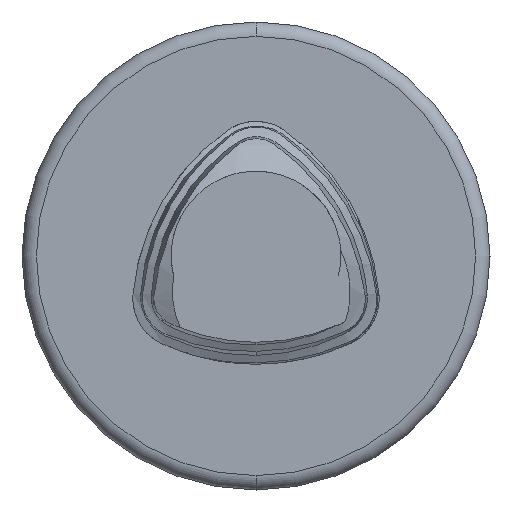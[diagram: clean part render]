
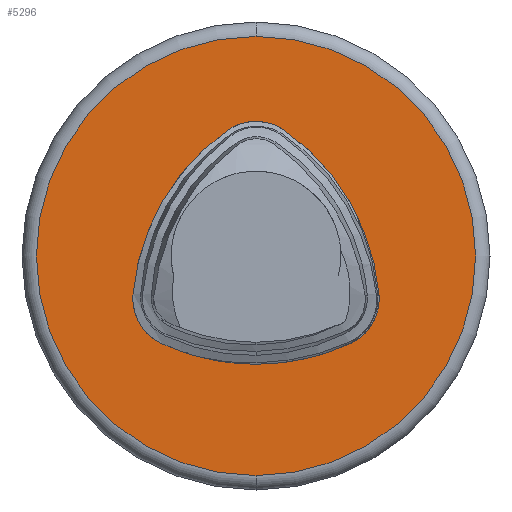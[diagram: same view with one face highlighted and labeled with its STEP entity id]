
A CAD part, front view. The second image highlights one B-rep face of the part: STEP entity #5296.
In plain terms, the highlighted planar face has unit normal (0, -1, 0).
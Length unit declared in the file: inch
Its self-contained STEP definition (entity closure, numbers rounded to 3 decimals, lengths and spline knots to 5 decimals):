
#6 = EDGE_CURVE ( 'NONE', #2619, #3370, #2516, .T. ) ;
#29 = CARTESIAN_POINT ( 'NONE',  ( 0.02815, 0.1875, 0.00697 ) ) ;
#60 = DIRECTION ( 'NONE',  ( 0., 0., -1. ) ) ;
#73 = CARTESIAN_POINT ( 'NONE',  ( -0.03063, 0.1875, 0.00146 ) ) ;
#99 = EDGE_CURVE ( 'NONE', #364, #278, #1633, .T. ) ;
#106 = ORIENTED_EDGE ( 'NONE', *, *, #1116, .F. ) ;
#209 = CARTESIAN_POINT ( 'NONE',  ( 0., 0.1875, 0.07508 ) ) ;
#278 = VERTEX_POINT ( 'NONE', #1165 ) ;
#289 = DIRECTION ( 'NONE',  ( 0., 0., 1. ) ) ;
#364 = VERTEX_POINT ( 'NONE', #209 ) ;
#396 = CARTESIAN_POINT ( 'NONE',  ( 0.00841, 0.1875, -0.02804 ) ) ;
#424 = ORIENTED_EDGE ( 'NONE', *, *, #99, .T. ) ;
#454 = CARTESIAN_POINT ( 'NONE',  ( -0.02757, 0.1875, -0.00984 ) ) ;
#464 = EDGE_CURVE ( 'NONE', #1937, #1694, #3108, .T. ) ;
#513 = AXIS2_PLACEMENT_3D ( 'NONE', #4924, #4089, #5436 ) ;
#523 = CARTESIAN_POINT ( 'NONE',  ( -0.03216, 0.1875, 0.0161 ) ) ;
#654 = CARTESIAN_POINT ( 'NONE',  ( 0., 0.1875, 0. ) ) ;
#765 = ORIENTED_EDGE ( 'NONE', *, *, #464, .T. ) ;
#906 = CARTESIAN_POINT ( 'NONE',  ( 0.02635, 0.1875, -0.01275 ) ) ;
#1105 = DIRECTION ( 'NONE',  ( 0., 0., 1. ) ) ;
#1116 = EDGE_CURVE ( 'NONE', #1937, #2619, #1168, .T. ) ;
#1130 = CARTESIAN_POINT ( 'NONE',  ( 0., 0.1875, 0.046 ) ) ;
#1165 = CARTESIAN_POINT ( 'NONE',  ( 0., 0.1875, -0.07508 ) ) ;
#1168 = B_SPLINE_CURVE_WITH_KNOTS ( 'NONE', 3,
 ( #4122, #523, #5501, #5018, #73, #3254 ),
 .UNSPECIFIED., .F., .F.,
 ( 4, 2, 4 ),
 ( 0.00077, 0.00105, 0.00133 ),
 .UNSPECIFIED. ) ;
#1265 = EDGE_LOOP ( 'NONE', ( #4314, #424 ) ) ;
#1289 = CARTESIAN_POINT ( 'NONE',  ( -0.03133, 0.1875, 0.01972 ) ) ;
#1296 = CARTESIAN_POINT ( 'NONE',  ( -0.02894, 0.1875, -0.00188 ) ) ;
#1409 = CARTESIAN_POINT ( 'NONE',  ( -0.01503, 0.1875, -0.02512 ) ) ;
#1633 = CIRCLE ( 'NONE', #2321, 0.07508 ) ;
#1694 = VERTEX_POINT ( 'NONE', #4285 ) ;
#1833 = CARTESIAN_POINT ( 'NONE',  ( 0.01223, 0.1875, -0.0266 ) ) ;
#1864 = CARTESIAN_POINT ( 'NONE',  ( -0.02126, 0.1875, -0.02012 ) ) ;
#1918 = CARTESIAN_POINT ( 'NONE',  ( 0.00428, 0.1875, 0.04487 ) ) ;
#1937 = VERTEX_POINT ( 'NONE', #1289 ) ;
#1950 = DIRECTION ( 'NONE',  ( 0., 1., 0. ) ) ;
#2123 = EDGE_CURVE ( 'NONE', #3370, #3256, #5704, .T. ) ;
#2160 = ORIENTED_EDGE ( 'NONE', *, *, #6, .F. ) ;
#2195 = AXIS2_PLACEMENT_3D ( 'NONE', #654, #5233, #4401 ) ;
#2233 = CARTESIAN_POINT ( 'NONE',  ( 0.02925, 0.1875, -0.00106 ) ) ;
#2321 = AXIS2_PLACEMENT_3D ( 'NONE', #4736, #5153, #60 ) ;
#2365 = EDGE_CURVE ( 'NONE', #278, #364, #5920, .T. ) ;
#2457 = CARTESIAN_POINT ( 'NONE',  ( -0.02894, 0.1875, -0.00188 ) ) ;
#2470 = CARTESIAN_POINT ( 'NONE',  ( 0.02869, 0.1875, 0.0158 ) ) ;
#2500 = CARTESIAN_POINT ( 'NONE',  ( 0.0242, 0.1875, 0.0282 ) ) ;
#2516 = B_SPLINE_CURVE_WITH_KNOTS ( 'NONE', 3,
 ( #1296, #3212, #454, #5064, #1864, #1409, #3723, #3155, #5552, #396, #1833, #3270, #4526, #906, #4978, #2233, #4166, #29 ),
 .UNSPECIFIED., .F., .F.,
 ( 4, 2, 2, 2, 2, 2, 2, 2, 4 ),
 ( 0., 0.0003, 0.00061, 0.00091, 0.00122, 0.00152, 0.00183, 0.00213, 0.00243 ),
 .UNSPECIFIED. ) ;
#2561 = FACE_OUTER_BOUND ( 'NONE', #1265, .T. ) ;
#2619 = VERTEX_POINT ( 'NONE', #2457 ) ;
#3108 = CIRCLE ( 'NONE', #5695, 0.07709 ) ;
#3155 = CARTESIAN_POINT ( 'NONE',  ( -0.00364, 0.1875, -0.02905 ) ) ;
#3212 = CARTESIAN_POINT ( 'NONE',  ( -0.02868, 0.1875, -0.00592 ) ) ;
#3254 = CARTESIAN_POINT ( 'NONE',  ( -0.02894, 0.1875, -0.00188 ) ) ;
#3256 = VERTEX_POINT ( 'NONE', #5835 ) ;
#3270 = CARTESIAN_POINT ( 'NONE',  ( 0.019, 0.1875, -0.02228 ) ) ;
#3370 = VERTEX_POINT ( 'NONE', #5398 ) ;
#3381 = FACE_BOUND ( 'NONE', #3932, .T. ) ;
#3409 = CARTESIAN_POINT ( 'NONE',  ( 0.03472, 0.1875, -0.02005 ) ) ;
#3472 = PLANE ( 'NONE',  #2195 ) ;
#3723 = CARTESIAN_POINT ( 'NONE',  ( -0.01136, 0.1875, -0.02698 ) ) ;
#3830 = CARTESIAN_POINT ( 'NONE',  ( 0.01892, 0.1875, 0.03515 ) ) ;
#3858 = CARTESIAN_POINT ( 'NONE',  ( 0.02634, 0.1875, 0.02425 ) ) ;
#3932 = EDGE_LOOP ( 'NONE', ( #5021, #2160, #106, #765, #5013 ) ) ;
#4089 = DIRECTION ( 'NONE',  ( 0., -1., 0. ) ) ;
#4122 = CARTESIAN_POINT ( 'NONE',  ( -0.03133, 0.1875, 0.01972 ) ) ;
#4132 = CARTESIAN_POINT ( 'NONE',  ( 0.02815, 0.1875, 0.00697 ) ) ;
#4163 = EDGE_CURVE ( 'NONE', #1694, #3256, #5336, .T. ) ;
#4166 = CARTESIAN_POINT ( 'NONE',  ( 0.02912, 0.1875, 0.00304 ) ) ;
#4276 = CARTESIAN_POINT ( 'NONE',  ( 0.00836, 0.1875, 0.04304 ) ) ;
#4285 = CARTESIAN_POINT ( 'NONE',  ( -0.00982, 0.1875, 0.04288 ) ) ;
#4288 = AXIS2_PLACEMENT_3D ( 'NONE', #4312, #1950, #1105 ) ;
#4312 = CARTESIAN_POINT ( 'NONE',  ( 0., 0.1875, 0.029 ) ) ;
#4314 = ORIENTED_EDGE ( 'NONE', *, *, #2365, .T. ) ;
#4368 = CARTESIAN_POINT ( 'NONE',  ( 0.02893, 0.1875, 0.01133 ) ) ;
#4398 = DIRECTION ( 'NONE',  ( 0., 1., 0. ) ) ;
#4401 = DIRECTION ( 'NONE',  ( 0., 0., 1. ) ) ;
#4526 = CARTESIAN_POINT ( 'NONE',  ( 0.02192, 0.1875, -0.0194 ) ) ;
#4736 = CARTESIAN_POINT ( 'NONE',  ( 0., 0.1875, 0. ) ) ;
#4924 = CARTESIAN_POINT ( 'NONE',  ( 0., 0.1875, 0. ) ) ;
#4978 = CARTESIAN_POINT ( 'NONE',  ( 0.02788, 0.1875, -0.00893 ) ) ;
#5013 = ORIENTED_EDGE ( 'NONE', *, *, #4163, .T. ) ;
#5018 = CARTESIAN_POINT ( 'NONE',  ( -0.03159, 0.1875, 0.00504 ) ) ;
#5021 = ORIENTED_EDGE ( 'NONE', *, *, #2123, .F. ) ;
#5064 = CARTESIAN_POINT ( 'NONE',  ( -0.02387, 0.1875, -0.01695 ) ) ;
#5153 = DIRECTION ( 'NONE',  ( 0., -1., 0. ) ) ;
#5233 = DIRECTION ( 'NONE',  ( 0., 1., 0. ) ) ;
#5296 = ADVANCED_FACE ( 'NONE', ( #3381, #2561 ), #3472, .F. ) ;
#5336 = CIRCLE ( 'NONE', #4288, 0.017 ) ;
#5398 = CARTESIAN_POINT ( 'NONE',  ( 0.02815, 0.1875, 0.00697 ) ) ;
#5436 = DIRECTION ( 'NONE',  ( 0., 0., -1. ) ) ;
#5501 = CARTESIAN_POINT ( 'NONE',  ( -0.03239, 0.1875, 0.01244 ) ) ;
#5552 = CARTESIAN_POINT ( 'NONE',  ( 0.00044, 0.1875, -0.02928 ) ) ;
#5695 = AXIS2_PLACEMENT_3D ( 'NONE', #3409, #4398, #289 ) ;
#5704 = B_SPLINE_CURVE_WITH_KNOTS ( 'NONE', 3,
 ( #4132, #4368, #2470, #3858, #2500, #3830, #5723, #4276, #1918, #1130 ),
 .UNSPECIFIED., .F., .F.,
 ( 4, 2, 2, 2, 4 ),
 ( 0., 0.00033, 0.00067, 0.001, 0.00133 ),
 .UNSPECIFIED. ) ;
#5723 = CARTESIAN_POINT ( 'NONE',  ( 0.01564, 0.1875, 0.03822 ) ) ;
#5835 = CARTESIAN_POINT ( 'NONE',  ( 0., 0.1875, 0.046 ) ) ;
#5920 = CIRCLE ( 'NONE', #513, 0.07508 ) ;
